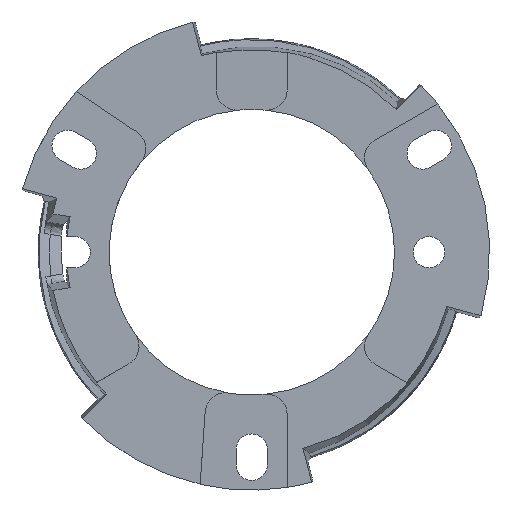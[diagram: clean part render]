
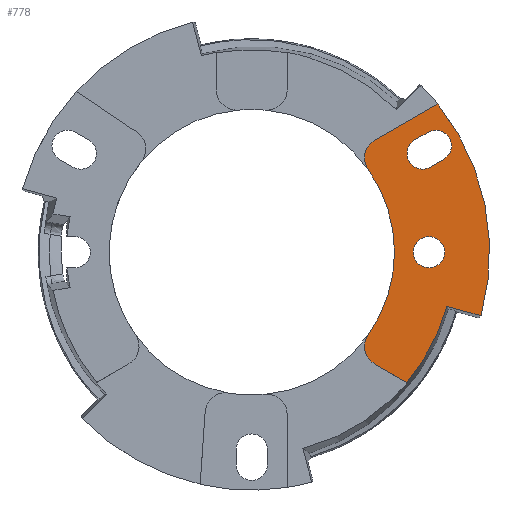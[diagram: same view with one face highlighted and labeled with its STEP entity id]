
A CAD part, top view. The second image highlights one B-rep face of the part: STEP entity #778.
In plain terms, the highlighted planar face has unit normal (0, 0, 1).
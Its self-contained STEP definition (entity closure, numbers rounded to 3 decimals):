
#778=ADVANCED_FACE('',(#1884,#1885,#1886),#1887,.T.);
#1884=FACE_OUTER_BOUND('',#4400,.T.);
#1885=FACE_BOUND('',#4401,.T.);
#1886=FACE_BOUND('',#4402,.T.);
#1887=PLANE('',#4403);
#4400=EDGE_LOOP('',(#9927,#9928,#9929,#9930,#9931,#9932,#9933,#9934));
#4401=EDGE_LOOP('',(#9935));
#4402=EDGE_LOOP('',(#9936,#9937,#9938,#9939));
#4403=AXIS2_PLACEMENT_3D('',#9940,#9941,#9942);
#9927=ORIENTED_EDGE('',*,*,#13785,.T.);
#9928=ORIENTED_EDGE('',*,*,#13753,.T.);
#9929=ORIENTED_EDGE('',*,*,#13266,.F.);
#9930=ORIENTED_EDGE('',*,*,#13786,.T.);
#9931=ORIENTED_EDGE('',*,*,#13719,.T.);
#9932=ORIENTED_EDGE('',*,*,#12931,.F.);
#9933=ORIENTED_EDGE('',*,*,#12926,.F.);
#9934=ORIENTED_EDGE('',*,*,#13756,.T.);
#9935=ORIENTED_EDGE('',*,*,#13787,.F.);
#9936=ORIENTED_EDGE('',*,*,#13788,.F.);
#9937=ORIENTED_EDGE('',*,*,#13789,.F.);
#9938=ORIENTED_EDGE('',*,*,#13790,.F.);
#9939=ORIENTED_EDGE('',*,*,#13791,.F.);
#9940=CARTESIAN_POINT('',(-15.5,4.0,0.4));
#9941=DIRECTION('',(0.0,0.0,1.0));
#9942=DIRECTION('',(1.0,0.0,0.0));
#12926=EDGE_CURVE('',#14778,#14780,#14781,.T.);
#12931=EDGE_CURVE('',#14780,#14788,#14789,.T.);
#13266=EDGE_CURVE('',#15395,#15396,#15397,.T.);
#13719=EDGE_CURVE('',#16110,#14788,#16111,.F.);
#13753=EDGE_CURVE('',#16169,#15396,#16170,.T.);
#13756=EDGE_CURVE('',#14778,#16173,#16174,.T.);
#13785=EDGE_CURVE('',#16173,#16169,#16215,.T.);
#13786=EDGE_CURVE('',#15395,#16110,#16216,.T.);
#13787=EDGE_CURVE('',#16217,#16217,#16218,.F.);
#13788=EDGE_CURVE('',#16219,#16220,#16221,.F.);
#13789=EDGE_CURVE('',#16222,#16219,#16223,.F.);
#13790=EDGE_CURVE('',#16224,#16222,#16225,.F.);
#13791=EDGE_CURVE('',#16220,#16224,#16226,.F.);
#14778=VERTEX_POINT('',#17524);
#14780=VERTEX_POINT('',#17527);
#14781=LINE('',#17528,#17529);
#14788=VERTEX_POINT('',#17539);
#14789=CIRCLE('',#17540,23.5);
#15395=VERTEX_POINT('',#19237);
#15396=VERTEX_POINT('',#19238);
#15397=LINE('',#19239,#19240);
#16110=VERTEX_POINT('',#20831);
#16111=LINE('',#20832,#20833);
#16169=VERTEX_POINT('',#20933);
#16170=CIRCLE('',#20934,2.0);
#16173=VERTEX_POINT('',#20938);
#16174=CIRCLE('',#20939,2.0);
#16215=CIRCLE('',#20994,14.1);
#16216=B_SPLINE_CURVE_WITH_KNOTS('',2,(#20995,#20996,#20997,#20998,#20999),.UNSPECIFIED.,.F.,.F.,(3,2,3),(0.591,0.75,0.969),.UNSPECIFIED.);
#16217=VERTEX_POINT('',#21000);
#16218=CIRCLE('',#21001,1.55);
#16219=VERTEX_POINT('',#21002);
#16220=VERTEX_POINT('',#21003);
#16221=LINE('',#21004,#21005);
#16222=VERTEX_POINT('',#21006);
#16223=CIRCLE('',#21007,1.55);
#16224=VERTEX_POINT('',#21008);
#16225=LINE('',#21009,#21010);
#16226=CIRCLE('',#21011,1.55);
#17524=CARTESIAN_POINT('',(12.136,11.04,0.4));
#17527=CARTESIAN_POINT('',(18.379,14.645,0.4));
#17528=CARTESIAN_POINT('',(14.406,12.35,0.4));
#17529=VECTOR('',#23503,1.0);
#17539=CARTESIAN_POINT('',(22.645,-6.28,0.4));
#17540=AXIS2_PLACEMENT_3D('',#23510,#23511,#23512);
#19237=CARTESIAN_POINT('',(15.309,-12.871,0.4));
#19238=CARTESIAN_POINT('',(12.137,-11.04,0.4));
#19239=CARTESIAN_POINT('',(14.406,-12.35,0.4));
#19240=VECTOR('',#23614,1.0);
#20831=CARTESIAN_POINT('',(19.273,-5.345,0.4));
#20832=CARTESIAN_POINT('',(0.,0.,0.4));
#20833=VECTOR('',#23901,1.0);
#20933=CARTESIAN_POINT('',(11.505,-8.152,0.4));
#20934=AXIS2_PLACEMENT_3D('',#23947,#23948,#23949);
#20938=CARTESIAN_POINT('',(11.505,8.152,0.4));
#20939=AXIS2_PLACEMENT_3D('',#23951,#23952,#23953);
#20994=AXIS2_PLACEMENT_3D('',#23989,#23990,#23991);
#20995=CARTESIAN_POINT('',(15.309,-12.871,0.4));
#20996=CARTESIAN_POINT('',(16.465,-11.498,0.4));
#20997=CARTESIAN_POINT('',(17.364,-9.924,0.4));
#20998=CARTESIAN_POINT('',(18.607,-7.749,0.4));
#20999=CARTESIAN_POINT('',(19.273,-5.345,0.4));
#21000=CARTESIAN_POINT('',(15.95,0.,0.4));
#21001=AXIS2_PLACEMENT_3D('',#23992,#23993,#23994);
#21002=CARTESIAN_POINT('',(17.412,11.842,0.4));
#21003=CARTESIAN_POINT('',(16.112,11.092,0.4));
#21004=CARTESIAN_POINT('',(16.762,11.467,0.4));
#21005=VECTOR('',#23995,1.0);
#21006=CARTESIAN_POINT('',(18.962,9.158,0.4));
#21007=AXIS2_PLACEMENT_3D('',#23996,#23997,#23998);
#21008=CARTESIAN_POINT('',(17.662,8.408,0.4));
#21009=CARTESIAN_POINT('',(18.312,8.783,0.4));
#21010=VECTOR('',#23999,1.0);
#21011=AXIS2_PLACEMENT_3D('',#24000,#24001,#24002);
#23503=DIRECTION('',(0.866,0.5,0.0));
#23510=CARTESIAN_POINT('',(0.,0.,0.4));
#23511=DIRECTION('',(0.,0.,-1.0));
#23512=DIRECTION('',(-1.0,0.,0.));
#23614=DIRECTION('',(-0.866,0.5,0.0));
#23901=DIRECTION('',(-0.964,0.267,0.));
#23947=CARTESIAN_POINT('',(13.137,-9.308,0.4));
#23948=DIRECTION('',(0.0,0.0,1.0));
#23949=DIRECTION('',(1.0,0.0,0.0));
#23951=CARTESIAN_POINT('',(13.136,9.308,0.4));
#23952=DIRECTION('',(0.0,0.0,1.0));
#23953=DIRECTION('',(1.0,0.0,0.0));
#23989=CARTESIAN_POINT('',(0.,0.,0.4));
#23990=DIRECTION('',(0.,0.,-1.0));
#23991=DIRECTION('',(-1.0,0.,0.));
#23992=CARTESIAN_POINT('',(17.5,0.,0.4));
#23993=DIRECTION('',(0.,0.,-1.0));
#23994=DIRECTION('',(-1.0,0.,0.));
#23995=DIRECTION('',(0.866,0.5,0.));
#23996=CARTESIAN_POINT('',(18.187,10.5,0.4));
#23997=DIRECTION('',(0.,0.,-1.0));
#23998=DIRECTION('',(-1.0,0.,0.));
#23999=DIRECTION('',(-0.866,-0.5,0.));
#24000=CARTESIAN_POINT('',(16.887,9.75,0.4));
#24001=DIRECTION('',(0.,0.,-1.0));
#24002=DIRECTION('',(-1.0,0.,0.));
